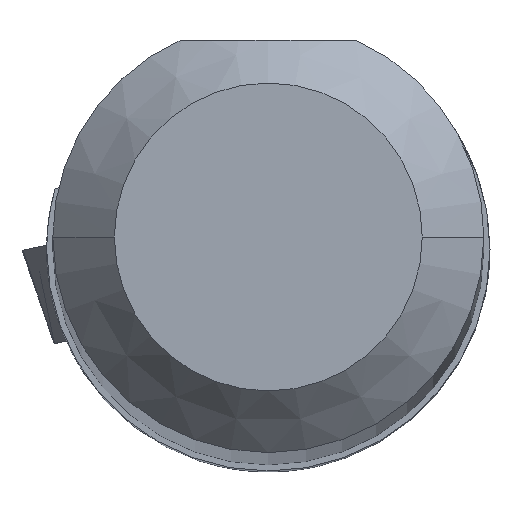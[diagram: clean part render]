
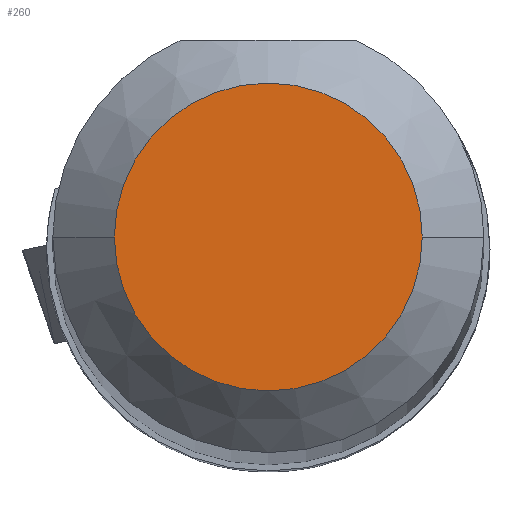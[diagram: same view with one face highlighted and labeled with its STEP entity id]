
A CAD part, top view. The second image highlights one B-rep face of the part: STEP entity #260.
In plain terms, the highlighted planar face has unit normal (0, 0, 1).
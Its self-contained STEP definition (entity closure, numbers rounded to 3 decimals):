
#188=FACE_OUTER_BOUND('',#370,.T.);
#260=ADVANCED_FACE('',(#188),#288,.T.);
#288=PLANE('',#1690);
#370=EDGE_LOOP('',(#769,#770,#771,#772));
#769=ORIENTED_EDGE('',*,*,#1153,.F.);
#770=ORIENTED_EDGE('',*,*,#1157,.F.);
#771=ORIENTED_EDGE('',*,*,#1156,.F.);
#772=ORIENTED_EDGE('',*,*,#1154,.F.);
#943=VERTEX_POINT('',#3011);
#944=VERTEX_POINT('',#3013);
#945=VERTEX_POINT('',#3015);
#946=VERTEX_POINT('',#3019);
#1153=EDGE_CURVE('',#943,#944,#1256,.T.);
#1154=EDGE_CURVE('',#944,#945,#1257,.T.);
#1156=EDGE_CURVE('',#945,#946,#1258,.T.);
#1157=EDGE_CURVE('',#946,#943,#1259,.T.);
#1256=CIRCLE('',#1684,2.5);
#1257=CIRCLE('',#1685,2.5);
#1258=CIRCLE('',#1687,2.5);
#1259=CIRCLE('',#1688,2.5);
#1684=AXIS2_PLACEMENT_3D('',#3012,#2111,#2112);
#1685=AXIS2_PLACEMENT_3D('',#3014,#2113,#2114);
#1687=AXIS2_PLACEMENT_3D('',#3018,#2118,#2119);
#1688=AXIS2_PLACEMENT_3D('',#3020,#2120,#2121);
#1690=AXIS2_PLACEMENT_3D('',#3022,#2124,#2125);
#2111=DIRECTION('',(0.,0.,-1.));
#2112=DIRECTION('',(-1.,0.,0.));
#2113=DIRECTION('',(0.,0.,-1.));
#2114=DIRECTION('',(0.,1.,0.));
#2118=DIRECTION('',(0.,0.,-1.));
#2119=DIRECTION('',(1.,0.,0.));
#2120=DIRECTION('',(0.,0.,-1.));
#2121=DIRECTION('',(0.,-1.,0.));
#2124=DIRECTION('',(0.,0.,1.));
#2125=DIRECTION('',(-1.,0.,0.));
#3011=CARTESIAN_POINT('',(-2.5,0.,0.));
#3012=CARTESIAN_POINT('',(0.,0.,0.));
#3013=CARTESIAN_POINT('',(0.,2.5,0.));
#3014=CARTESIAN_POINT('',(0.,0.,0.));
#3015=CARTESIAN_POINT('',(2.5,0.,0.));
#3018=CARTESIAN_POINT('',(0.,0.,0.));
#3019=CARTESIAN_POINT('',(0.,-2.5,0.));
#3020=CARTESIAN_POINT('',(0.,0.,0.));
#3022=CARTESIAN_POINT('',(0.,0.,0.));
